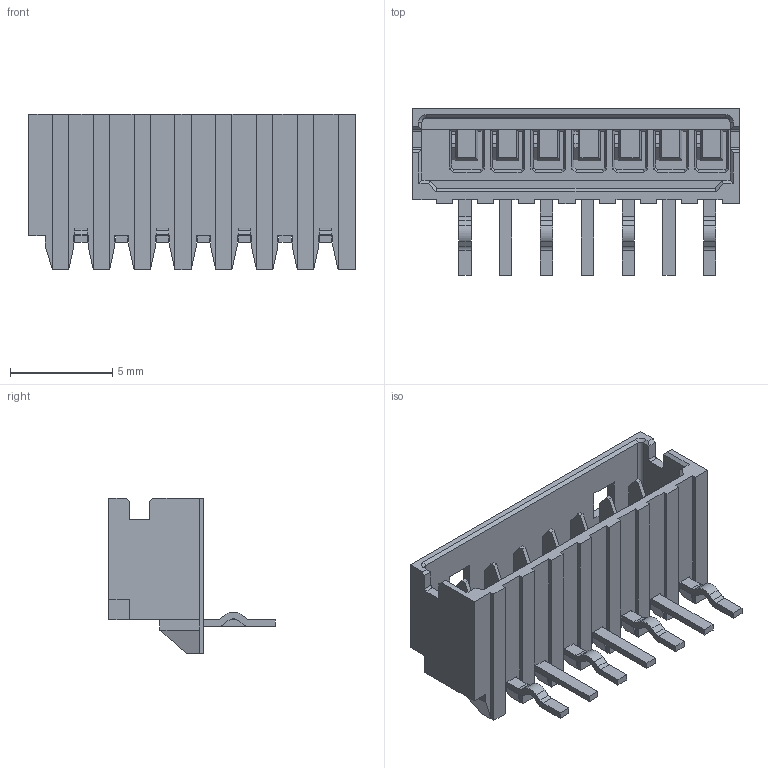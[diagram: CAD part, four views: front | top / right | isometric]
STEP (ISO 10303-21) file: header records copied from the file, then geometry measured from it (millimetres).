
FILE_DESCRIPTION((''),'2;1');
FILE_NAME('530150710','2016-09-27T',('rlalsangi'),(''),'PRO/ENGINEER BY PARAMETRIC TECHNOLOGY CORPORATION, 2012310','PRO/ENGINEER BY PARAMETRIC TECHNOLOGY CORPORATION, 2012310','');
FILE_SCHEMA(('CONFIG_CONTROL_DESIGN'));
Length unit declared in the file: millimetre
Products named in the file (1): 530150710
Bounding box: 16 x 8.15 x 7.6 mm (x, y, z)
Volume: 233.7 mm3; surface area: 789.7 mm2
Topology: 8 solids, 8 shells, 445 faces, 1152 edges, 723 vertices
Faces by surface type: plane 409, cylinder 34, cone 2
Entity records: 13176 total; most frequent: CARTESIAN_POINT 2300, ORIENTED_EDGE 2262, DIRECTION 2128, EDGE_CURVE 1131, VECTOR 1068, LINE 1068, VERTEX_POINT 702, AXIS2_PLACEMENT_3D 530
